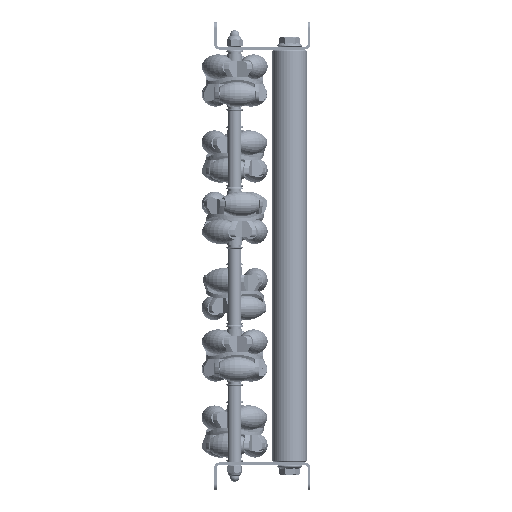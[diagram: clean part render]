
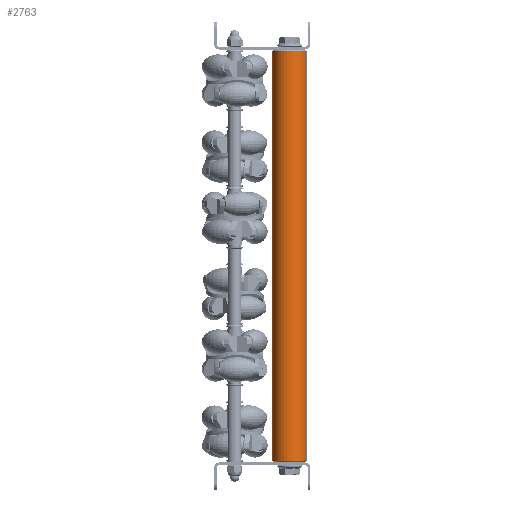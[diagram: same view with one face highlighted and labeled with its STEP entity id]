
A CAD part, left-side view. The second image highlights one B-rep face of the part: STEP entity #2763.
In plain terms, the highlighted cylindrical face has radius 12.5 mm (diameter 25 mm), a partial arc.
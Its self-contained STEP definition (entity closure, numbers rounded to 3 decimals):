
#368 = DIRECTION ( 'NONE',  ( -1., 0., 0. ) ) ;
#1151 = DIRECTION ( 'NONE',  ( 1., 0., 0. ) ) ;
#2763 = ADVANCED_FACE ( 'NONE', ( #14511 ), #16577, .T. ) ;
#3072 = CARTESIAN_POINT ( 'NONE',  ( 1., 0., 0. ) ) ;
#3115 = DIRECTION ( 'NONE',  ( 0., 0., 1. ) ) ;
#3982 = ORIENTED_EDGE ( 'NONE', *, *, #24352, .F. ) ;
#4667 = CARTESIAN_POINT ( 'NONE',  ( 299., 0., 0. ) ) ;
#4984 = EDGE_CURVE ( 'NONE', #15848, #10655, #15298, .T. ) ;
#6442 = CARTESIAN_POINT ( 'NONE',  ( 300., 0., -12.5 ) ) ;
#7833 = DIRECTION ( 'NONE',  ( -1., 0., 0. ) ) ;
#8201 = CARTESIAN_POINT ( 'NONE',  ( 299., 0., -12.5 ) ) ;
#10655 = VERTEX_POINT ( 'NONE', #12174 ) ;
#11475 = ORIENTED_EDGE ( 'NONE', *, *, #18300, .T. ) ;
#12174 = CARTESIAN_POINT ( 'NONE',  ( 299., 0., 12.5 ) ) ;
#12699 = CIRCLE ( 'NONE', #27237, 12.5 ) ;
#13415 = DIRECTION ( 'NONE',  ( 0., 0., -1. ) ) ;
#14511 = FACE_OUTER_BOUND ( 'NONE', #15511, .T. ) ;
#15298 = CIRCLE ( 'NONE', #24687, 12.5 ) ;
#15511 = EDGE_LOOP ( 'NONE', ( #3982, #25411, #22088, #11475 ) ) ;
#15848 = VERTEX_POINT ( 'NONE', #8201 ) ;
#16000 = VERTEX_POINT ( 'NONE', #26649 ) ;
#16332 = CARTESIAN_POINT ( 'NONE',  ( 1., 0., -12.5 ) ) ;
#16429 = VECTOR ( 'NONE', #17116, 1000. ) ;
#16577 = CYLINDRICAL_SURFACE ( 'NONE', #25546, 12.5 ) ;
#17116 = DIRECTION ( 'NONE',  ( -1., 0., 0. ) ) ;
#17807 = DIRECTION ( 'NONE',  ( -1., 0., 0. ) ) ;
#18300 = EDGE_CURVE ( 'NONE', #16000, #24527, #12699, .T. ) ;
#19045 = VECTOR ( 'NONE', #17807, 1000. ) ;
#22088 = ORIENTED_EDGE ( 'NONE', *, *, #28445, .T. ) ;
#23217 = CARTESIAN_POINT ( 'NONE',  ( 300., 0., 0. ) ) ;
#24015 = LINE ( 'NONE', #25935, #16429 ) ;
#24352 = EDGE_CURVE ( 'NONE', #15848, #24527, #26499, .T. ) ;
#24527 = VERTEX_POINT ( 'NONE', #16332 ) ;
#24687 = AXIS2_PLACEMENT_3D ( 'NONE', #4667, #368, #13415 ) ;
#25212 = DIRECTION ( 'NONE',  ( 0., 0., -1. ) ) ;
#25411 = ORIENTED_EDGE ( 'NONE', *, *, #4984, .T. ) ;
#25546 = AXIS2_PLACEMENT_3D ( 'NONE', #23217, #7833, #3115 ) ;
#25935 = CARTESIAN_POINT ( 'NONE',  ( 300., 0., 12.5 ) ) ;
#26499 = LINE ( 'NONE', #6442, #19045 ) ;
#26649 = CARTESIAN_POINT ( 'NONE',  ( 1., 0., 12.5 ) ) ;
#27237 = AXIS2_PLACEMENT_3D ( 'NONE', #3072, #1151, #25212 ) ;
#28445 = EDGE_CURVE ( 'NONE', #10655, #16000, #24015, .T. ) ;
